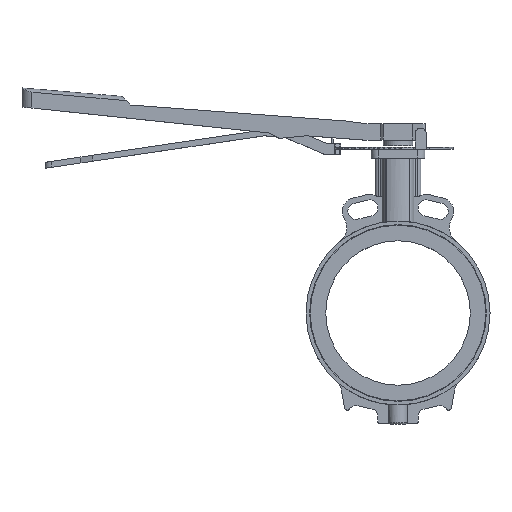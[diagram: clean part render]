
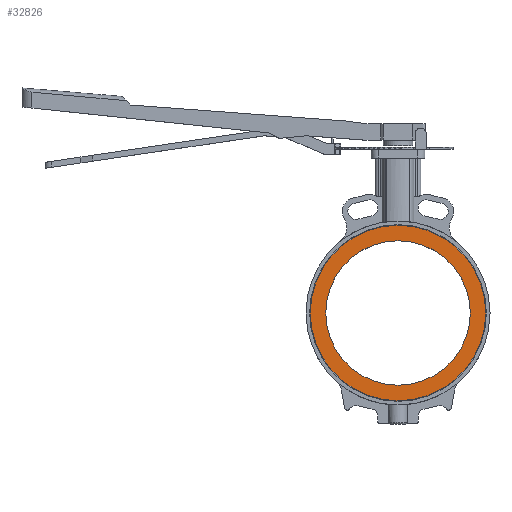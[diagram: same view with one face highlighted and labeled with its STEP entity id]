
A CAD part, top view. The second image highlights one B-rep face of the part: STEP entity #32826.
In plain terms, the highlighted planar face has unit normal (0, 0, 1).
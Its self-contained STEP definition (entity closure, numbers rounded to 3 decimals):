
#32573 = CYLINDRICAL_SURFACE('',#32574,119.);
#32574 = AXIS2_PLACEMENT_3D('',#32575,#32576,#32577);
#32575 = CARTESIAN_POINT('',(0.092,0.018,
    -20.07));
#32576 = DIRECTION('',(0.,0.,1.));
#32577 = DIRECTION('',(0.,-1.,0.));
#32674 = EDGE_CURVE('',#32675,#32675,#32677,.T.);
#32675 = VERTEX_POINT('',#32676);
#32676 = CARTESIAN_POINT('',(0.092,-118.982,
    59.93));
#32677 = SURFACE_CURVE('',#32678,(#32683,#32712),.PCURVE_S1.);
#32678 = CIRCLE('',#32679,119.);
#32679 = AXIS2_PLACEMENT_3D('',#32680,#32681,#32682);
#32680 = CARTESIAN_POINT('',(0.092,0.018,
    59.93));
#32681 = DIRECTION('',(0.,0.,-1.));
#32682 = DIRECTION('',(0.,-1.,0.));
#32683 = PCURVE('',#32573,#32684);
#32684 = DEFINITIONAL_REPRESENTATION('',(#32685),#32711);
#32685 = B_SPLINE_CURVE_WITH_KNOTS('',3,(#32686,#32687,#32688,#32689,
    #32690,#32691,#32692,#32693,#32694,#32695,#32696,#32697,#32698,
    #32699,#32700,#32701,#32702,#32703,#32704,#32705,#32706,#32707,
    #32708,#32709,#32710),.UNSPECIFIED.,.F.,.F.,(4,1,1,1,1,1,1,1,1,1,1,1
    ,1,1,1,1,1,1,1,1,1,1,4),(0.,0.286,0.571,
    0.857,1.142,1.428,1.714,
    1.999,2.285,2.57,2.856,
    3.142,3.427,3.713,3.998,
    4.284,4.57,4.855,5.141,
    5.426,5.712,5.998,6.283),
  .QUASI_UNIFORM_KNOTS.);
#32686 = CARTESIAN_POINT('',(6.283,80.));
#32687 = CARTESIAN_POINT('',(6.188,80.));
#32688 = CARTESIAN_POINT('',(5.998,80.));
#32689 = CARTESIAN_POINT('',(5.712,80.));
#32690 = CARTESIAN_POINT('',(5.426,80.));
#32691 = CARTESIAN_POINT('',(5.141,80.));
#32692 = CARTESIAN_POINT('',(4.855,80.));
#32693 = CARTESIAN_POINT('',(4.57,80.));
#32694 = CARTESIAN_POINT('',(4.284,80.));
#32695 = CARTESIAN_POINT('',(3.998,80.));
#32696 = CARTESIAN_POINT('',(3.713,80.));
#32697 = CARTESIAN_POINT('',(3.427,80.));
#32698 = CARTESIAN_POINT('',(3.142,80.));
#32699 = CARTESIAN_POINT('',(2.856,80.));
#32700 = CARTESIAN_POINT('',(2.57,80.));
#32701 = CARTESIAN_POINT('',(2.285,80.));
#32702 = CARTESIAN_POINT('',(1.999,80.));
#32703 = CARTESIAN_POINT('',(1.714,80.));
#32704 = CARTESIAN_POINT('',(1.428,80.));
#32705 = CARTESIAN_POINT('',(1.142,80.));
#32706 = CARTESIAN_POINT('',(0.857,80.));
#32707 = CARTESIAN_POINT('',(0.571,80.));
#32708 = CARTESIAN_POINT('',(0.286,80.));
#32709 = CARTESIAN_POINT('',(0.095,80.));
#32710 = CARTESIAN_POINT('',(0.,80.));
#32711 = ( GEOMETRIC_REPRESENTATION_CONTEXT(2) 
PARAMETRIC_REPRESENTATION_CONTEXT() REPRESENTATION_CONTEXT('2D SPACE',''
  ) );
#32712 = PCURVE('',#32713,#32718);
#32713 = PLANE('',#32714);
#32714 = AXIS2_PLACEMENT_3D('',#32715,#32716,#32717);
#32715 = CARTESIAN_POINT('',(119.092,0.018,
    59.93));
#32716 = DIRECTION('',(0.,0.,1.));
#32717 = DIRECTION('',(0.,1.,-0.));
#32718 = DEFINITIONAL_REPRESENTATION('',(#32719),#32727);
#32719 = ( BOUNDED_CURVE() B_SPLINE_CURVE(2,(#32720,#32721,#32722,#32723
    ,#32724,#32725,#32726),.UNSPECIFIED.,.T.,.F.) 
B_SPLINE_CURVE_WITH_KNOTS((1,2,2,2,2,1),(-2.094,0.,
    2.094,4.189,6.283,8.378),
.UNSPECIFIED.) CURVE() GEOMETRIC_REPRESENTATION_ITEM() 
RATIONAL_B_SPLINE_CURVE((1.,0.5,1.,0.5,1.,0.5,1.)) REPRESENTATION_ITEM(
  '') );
#32720 = CARTESIAN_POINT('',(-119.,119.));
#32721 = CARTESIAN_POINT('',(-119.,325.114));
#32722 = CARTESIAN_POINT('',(59.5,222.057));
#32723 = CARTESIAN_POINT('',(238.,119.));
#32724 = CARTESIAN_POINT('',(59.5,15.943));
#32725 = CARTESIAN_POINT('',(-119.,-87.114));
#32726 = CARTESIAN_POINT('',(-119.,119.));
#32727 = ( GEOMETRIC_REPRESENTATION_CONTEXT(2) 
PARAMETRIC_REPRESENTATION_CONTEXT() REPRESENTATION_CONTEXT('2D SPACE',''
  ) );
#32826 = ADVANCED_FACE('',(#32827,#32884),#32713,.T.);
#32827 = FACE_BOUND('',#32828,.T.);
#32828 = EDGE_LOOP('',(#32829));
#32829 = ORIENTED_EDGE('',*,*,#32830,.T.);
#32830 = EDGE_CURVE('',#32831,#32831,#32833,.T.);
#32831 = VERTEX_POINT('',#32832);
#32832 = CARTESIAN_POINT('',(0.092,-97.982,
    59.93));
#32833 = SURFACE_CURVE('',#32834,(#32839,#32850),.PCURVE_S1.);
#32834 = CIRCLE('',#32835,98.);
#32835 = AXIS2_PLACEMENT_3D('',#32836,#32837,#32838);
#32836 = CARTESIAN_POINT('',(0.092,0.018,
    59.93));
#32837 = DIRECTION('',(0.,0.,-1.));
#32838 = DIRECTION('',(0.,-1.,0.));
#32839 = PCURVE('',#32713,#32840);
#32840 = DEFINITIONAL_REPRESENTATION('',(#32841),#32849);
#32841 = ( BOUNDED_CURVE() B_SPLINE_CURVE(2,(#32842,#32843,#32844,#32845
    ,#32846,#32847,#32848),.UNSPECIFIED.,.T.,.F.) 
B_SPLINE_CURVE_WITH_KNOTS((1,2,2,2,2,1),(-2.094,0.,
    2.094,4.189,6.283,8.378),
.UNSPECIFIED.) CURVE() GEOMETRIC_REPRESENTATION_ITEM() 
RATIONAL_B_SPLINE_CURVE((1.,0.5,1.,0.5,1.,0.5,1.)) REPRESENTATION_ITEM(
  '') );
#32842 = CARTESIAN_POINT('',(-98.,119.));
#32843 = CARTESIAN_POINT('',(-98.,288.741));
#32844 = CARTESIAN_POINT('',(49.,203.87));
#32845 = CARTESIAN_POINT('',(196.,119.));
#32846 = CARTESIAN_POINT('',(49.,34.13));
#32847 = CARTESIAN_POINT('',(-98.,-50.741));
#32848 = CARTESIAN_POINT('',(-98.,119.));
#32849 = ( GEOMETRIC_REPRESENTATION_CONTEXT(2) 
PARAMETRIC_REPRESENTATION_CONTEXT() REPRESENTATION_CONTEXT('2D SPACE',''
  ) );
#32850 = PCURVE('',#32851,#32856);
#32851 = CYLINDRICAL_SURFACE('',#32852,98.);
#32852 = AXIS2_PLACEMENT_3D('',#32853,#32854,#32855);
#32853 = CARTESIAN_POINT('',(0.092,0.018,
    -20.07));
#32854 = DIRECTION('',(0.,0.,1.));
#32855 = DIRECTION('',(0.,-1.,0.));
#32856 = DEFINITIONAL_REPRESENTATION('',(#32857),#32883);
#32857 = B_SPLINE_CURVE_WITH_KNOTS('',3,(#32858,#32859,#32860,#32861,
    #32862,#32863,#32864,#32865,#32866,#32867,#32868,#32869,#32870,
    #32871,#32872,#32873,#32874,#32875,#32876,#32877,#32878,#32879,
    #32880,#32881,#32882),.UNSPECIFIED.,.F.,.F.,(4,1,1,1,1,1,1,1,1,1,1,1
    ,1,1,1,1,1,1,1,1,1,1,4),(0.,0.286,0.571,
    0.857,1.142,1.428,1.714,
    1.999,2.285,2.57,2.856,
    3.142,3.427,3.713,3.998,
    4.284,4.57,4.855,5.141,
    5.426,5.712,5.998,6.283),
  .QUASI_UNIFORM_KNOTS.);
#32858 = CARTESIAN_POINT('',(6.283,80.));
#32859 = CARTESIAN_POINT('',(6.188,80.));
#32860 = CARTESIAN_POINT('',(5.998,80.));
#32861 = CARTESIAN_POINT('',(5.712,80.));
#32862 = CARTESIAN_POINT('',(5.426,80.));
#32863 = CARTESIAN_POINT('',(5.141,80.));
#32864 = CARTESIAN_POINT('',(4.855,80.));
#32865 = CARTESIAN_POINT('',(4.57,80.));
#32866 = CARTESIAN_POINT('',(4.284,80.));
#32867 = CARTESIAN_POINT('',(3.998,80.));
#32868 = CARTESIAN_POINT('',(3.713,80.));
#32869 = CARTESIAN_POINT('',(3.427,80.));
#32870 = CARTESIAN_POINT('',(3.142,80.));
#32871 = CARTESIAN_POINT('',(2.856,80.));
#32872 = CARTESIAN_POINT('',(2.57,80.));
#32873 = CARTESIAN_POINT('',(2.285,80.));
#32874 = CARTESIAN_POINT('',(1.999,80.));
#32875 = CARTESIAN_POINT('',(1.714,80.));
#32876 = CARTESIAN_POINT('',(1.428,80.));
#32877 = CARTESIAN_POINT('',(1.142,80.));
#32878 = CARTESIAN_POINT('',(0.857,80.));
#32879 = CARTESIAN_POINT('',(0.571,80.));
#32880 = CARTESIAN_POINT('',(0.286,80.));
#32881 = CARTESIAN_POINT('',(0.095,80.));
#32882 = CARTESIAN_POINT('',(0.,80.));
#32883 = ( GEOMETRIC_REPRESENTATION_CONTEXT(2) 
PARAMETRIC_REPRESENTATION_CONTEXT() REPRESENTATION_CONTEXT('2D SPACE',''
  ) );
#32884 = FACE_BOUND('',#32885,.T.);
#32885 = EDGE_LOOP('',(#32886));
#32886 = ORIENTED_EDGE('',*,*,#32674,.F.);
